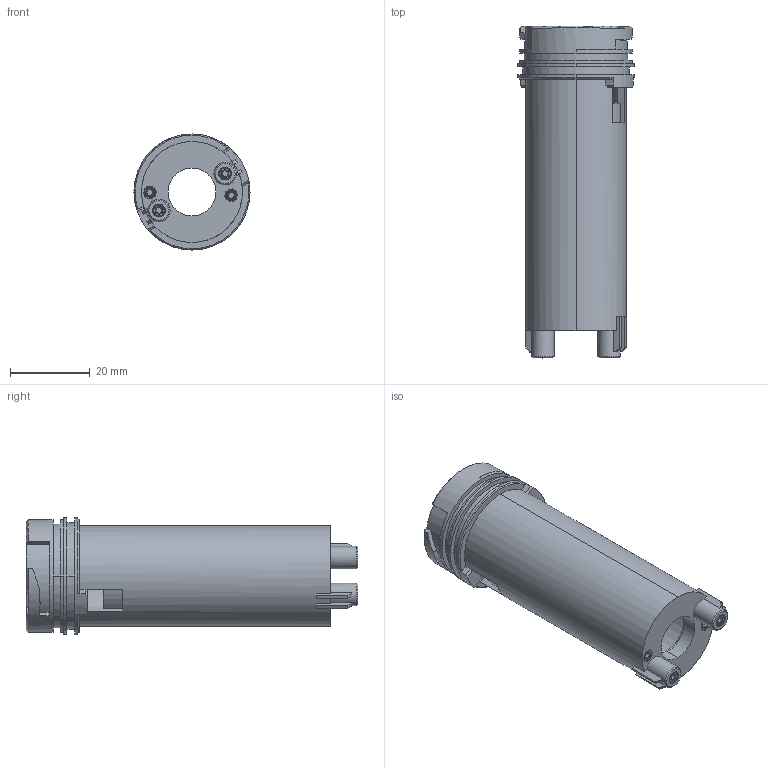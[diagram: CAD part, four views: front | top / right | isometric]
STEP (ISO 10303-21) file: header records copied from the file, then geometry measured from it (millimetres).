
FILE_DESCRIPTION((''),'2;1');
FILE_NAME('00-TANYE-DIANCHITONGZU_ASM','2025-05-28T11:03:21',('lishuaijun5'),(''),'CREO PARAMETRIC BY PTC INC, 2020044','CREO PARAMETRIC BY PTC INC, 2020044','');
FILE_SCHEMA(('AUTOMOTIVE_DESIGN { 1 0 10303 214 1 1 1 1 }'));
Length unit declared in the file: millimetre
Products named in the file (4): 0-TANYE-DIANCHITONG; M2-4_HT; M2-3_HT; 00-TANYE-DIANCHITONGZU_ASM
Assembly tree (5 placements, depth 2):
  00-TANYE-DIANCHITONGZU_ASM
    0-TANYE-DIANCHITONG
    M2-4_HT  x2
    M2-3_HT  x2
Bounding box: 29.1 x 83.2 x 29.1 mm (x, y, z)
Volume: 12677.4 mm3; surface area: 13617 mm2
Topology: 5 solids, 5 shells, 635 faces, 1827 edges, 1208 vertices
Faces by surface type: cylinder 222, plane 214, bspline 160, cone 34, torus 5
Entity records: 17469 total; most frequent: CARTESIAN_POINT 5541, ORIENTED_EDGE 2278, DIRECTION 1680, EDGE_CURVE 1139, VERTEX_POINT 752, PRESENTATION_STYLE_ASSIGNMENT 690, STYLED_ITEM 690, CURVE_STYLE 688
